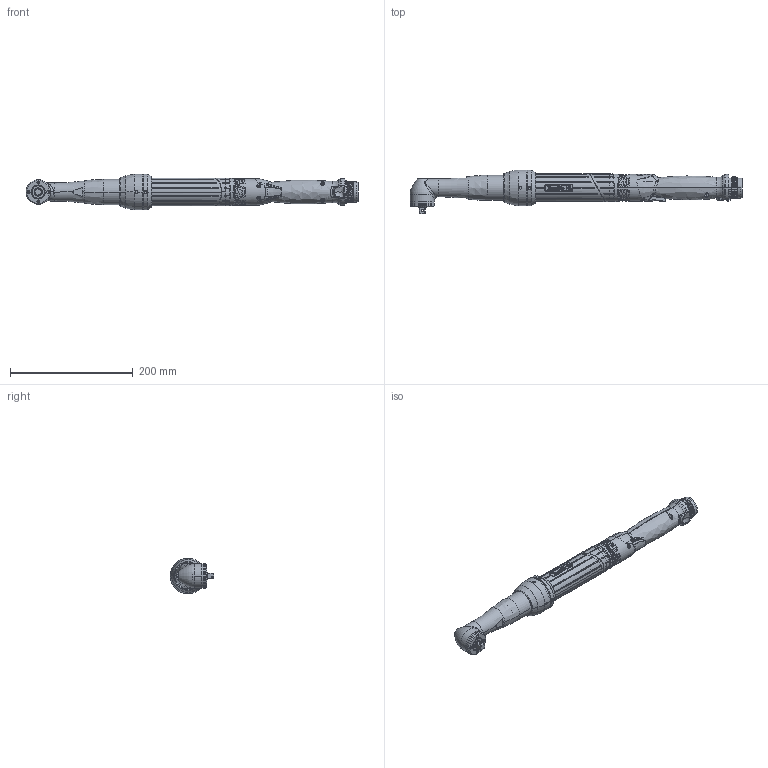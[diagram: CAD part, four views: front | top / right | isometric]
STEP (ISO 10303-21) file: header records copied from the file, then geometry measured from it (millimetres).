
FILE_DESCRIPTION((''),'2;1');
FILE_NAME('6151656110_EAD70-800','2010-07-19T',('sdanet'),(''),'PRO/ENGINEER BY PARAMETRIC TECHNOLOGY CORPORATION, 2009300','PRO/ENGINEER BY PARAMETRIC TECHNOLOGY CORPORATION, 2009300','');
FILE_SCHEMA(('CONFIG_CONTROL_DESIGN'));
Products named in the file (1): 6151656110_EAD70-800
Bounding box: 541.9 x 71.44 x 58 mm (x, y, z)
Volume: 200995.3 mm3; surface area: 172562.4 mm2
Topology: 10 solids, 10 shells, 2066 faces, 5637 edges, 3674 vertices
Faces by surface type: cylinder 571, plane 485, extrusion 442, bspline 299, cone 188, torus 79, sphere 1, revolution 1
Entity records: 105555 total; most frequent: CARTESIAN_POINT 58103, ORIENTED_EDGE 11216, DIRECTION 7510, EDGE_CURVE 5608, VERTEX_POINT 3673, B_SPLINE_CURVE_WITH_KNOTS 2891, AXIS2_PLACEMENT_3D 2583, VECTOR 2343
